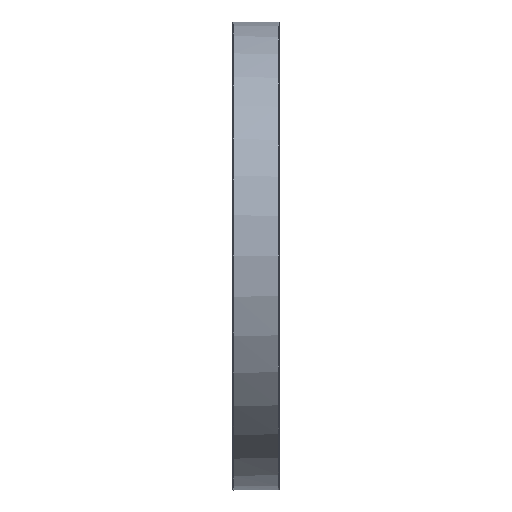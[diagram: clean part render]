
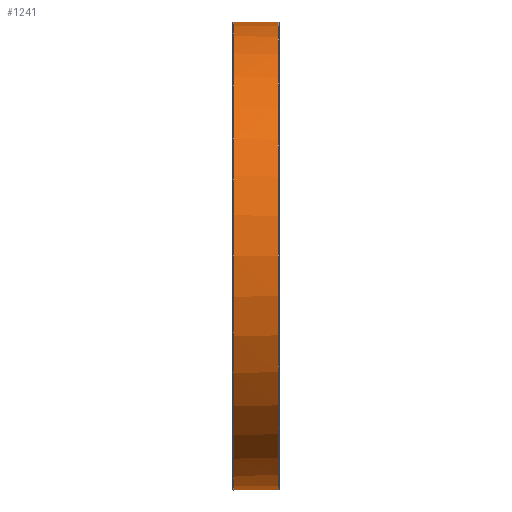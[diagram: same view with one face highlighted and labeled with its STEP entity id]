
A CAD part, front view. The second image highlights one B-rep face of the part: STEP entity #1241.
In plain terms, the highlighted cylindrical face has radius 126.5 mm (diameter 253 mm), a full revolution.
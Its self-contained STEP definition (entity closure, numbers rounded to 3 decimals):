
#663=CARTESIAN_POINT('',(24.5,-1.658,-126.489));
#664=VERTEX_POINT('',#663);
#680=CARTESIAN_POINT('',(24.5,1.658,-126.489));
#681=VERTEX_POINT('',#680);
#682=CARTESIAN_POINT('',(24.5,1.658,-126.489));
#683=CARTESIAN_POINT('',(24.327,1.397,-126.493));
#684=CARTESIAN_POINT('',(24.192,1.103,-126.496));
#685=CARTESIAN_POINT('',(24.108,0.799,-126.497));
#686=CARTESIAN_POINT('',(24.051,0.592,-126.499));
#687=CARTESIAN_POINT('',(24.017,0.38,-126.5));
#688=CARTESIAN_POINT('',(24.005,0.173,-126.5));
#689=CARTESIAN_POINT('',(23.995,-0.003,-126.5));
#690=CARTESIAN_POINT('',(24.,-0.175,-126.5));
#691=CARTESIAN_POINT('',(24.021,-0.353,-126.5));
#692=CARTESIAN_POINT('',(24.068,-0.747,-126.498));
#693=CARTESIAN_POINT('',(24.199,-1.148,-126.495));
#694=CARTESIAN_POINT('',(24.401,-1.499,-126.491));
#695=CARTESIAN_POINT('',(24.433,-1.553,-126.49));
#696=CARTESIAN_POINT('',(24.466,-1.606,-126.49));
#697=CARTESIAN_POINT('',(24.5,-1.658,-126.489));
#698=B_SPLINE_CURVE_WITH_KNOTS('',3,(#682,#683,#684,#685,#686,#687,#688,#689,#690,#691,#692,#693,#694,#695,#696,#697),.UNSPECIFIED.,.F.,.U.,(4,3,3,3,3,4),(0.284,0.374,0.435,0.487,0.602,0.62),.UNSPECIFIED.);
#699=EDGE_CURVE('',#681,#664,#698,.T.);
#980=CARTESIAN_POINT('',(24.5,1.658,126.489));
#981=VERTEX_POINT('',#980);
#982=CARTESIAN_POINT('',(24.5,0.0,0.0));
#983=DIRECTION('',(1.0,0.0,0.0));
#984=DIRECTION('',(0.0,-1.0,0.0));
#985=AXIS2_PLACEMENT_3D('',#982,#983,#984);
#986=CIRCLE('',#985,126.5);
#987=EDGE_CURVE('',#681,#981,#986,.T.);
#1024=CARTESIAN_POINT('',(24.5,-1.658,126.489));
#1025=VERTEX_POINT('',#1024);
#1026=CARTESIAN_POINT('',(24.5,-1.658,126.489));
#1027=CARTESIAN_POINT('',(24.327,-1.397,126.493));
#1028=CARTESIAN_POINT('',(24.192,-1.103,126.496));
#1029=CARTESIAN_POINT('',(24.108,-0.799,126.497));
#1030=CARTESIAN_POINT('',(24.051,-0.592,126.499));
#1031=CARTESIAN_POINT('',(24.017,-0.38,126.5));
#1032=CARTESIAN_POINT('',(24.005,-0.173,126.5));
#1033=CARTESIAN_POINT('',(23.995,0.003,126.5));
#1034=CARTESIAN_POINT('',(24.,0.175,126.5));
#1035=CARTESIAN_POINT('',(24.021,0.353,126.5));
#1036=CARTESIAN_POINT('',(24.068,0.747,126.498));
#1037=CARTESIAN_POINT('',(24.199,1.148,126.495));
#1038=CARTESIAN_POINT('',(24.401,1.499,126.491));
#1039=CARTESIAN_POINT('',(24.433,1.553,126.49));
#1040=CARTESIAN_POINT('',(24.466,1.606,126.49));
#1041=CARTESIAN_POINT('',(24.5,1.658,126.489));
#1042=B_SPLINE_CURVE_WITH_KNOTS('',3,(#1026,#1027,#1028,#1029,#1030,#1031,#1032,#1033,#1034,#1035,#1036,#1037,#1038,#1039,#1040,#1041),.UNSPECIFIED.,.F.,.U.,(4,3,3,3,3,4),(0.284,0.374,0.435,0.487,0.602,0.62),.UNSPECIFIED.);
#1043=EDGE_CURVE('',#1025,#981,#1042,.T.);
#1213=CARTESIAN_POINT('',(12.5,0.0,0.0));
#1214=DIRECTION('',(1.0,0.0,0.0));
#1215=DIRECTION('',(0.0,1.0,0.0));
#1216=AXIS2_PLACEMENT_3D('',#1213,#1214,#1215);
#1217=CYLINDRICAL_SURFACE('',#1216,126.5);
#1218=ORIENTED_EDGE('',*,*,#699,.T.);
#1219=CARTESIAN_POINT('',(24.5,0.0,0.0));
#1220=DIRECTION('',(1.0,0.0,0.0));
#1221=DIRECTION('',(0.0,-1.0,0.0));
#1222=AXIS2_PLACEMENT_3D('',#1219,#1220,#1221);
#1223=CIRCLE('',#1222,126.5);
#1224=EDGE_CURVE('',#1025,#664,#1223,.T.);
#1225=ORIENTED_EDGE('',*,*,#1224,.F.);
#1226=ORIENTED_EDGE('',*,*,#1043,.T.);
#1227=ORIENTED_EDGE('',*,*,#987,.F.);
#1228=EDGE_LOOP('',(#1218,#1225,#1226,#1227));
#1229=FACE_OUTER_BOUND('',#1228,.T.);
#1230=CARTESIAN_POINT('',(0.5,126.5,0.));
#1231=VERTEX_POINT('',#1230);
#1232=CARTESIAN_POINT('',(0.5,0.0,0.0));
#1233=DIRECTION('',(-1.0,0.0,0.0));
#1234=DIRECTION('',(0.0,-1.0,0.0));
#1235=AXIS2_PLACEMENT_3D('',#1232,#1233,#1234);
#1236=CIRCLE('',#1235,126.5);
#1237=EDGE_CURVE('',#1231,#1231,#1236,.T.);
#1238=ORIENTED_EDGE('',*,*,#1237,.F.);
#1239=EDGE_LOOP('',(#1238));
#1240=FACE_BOUND('',#1239,.T.);
#1241=ADVANCED_FACE('',(#1229,#1240),#1217,.T.);
